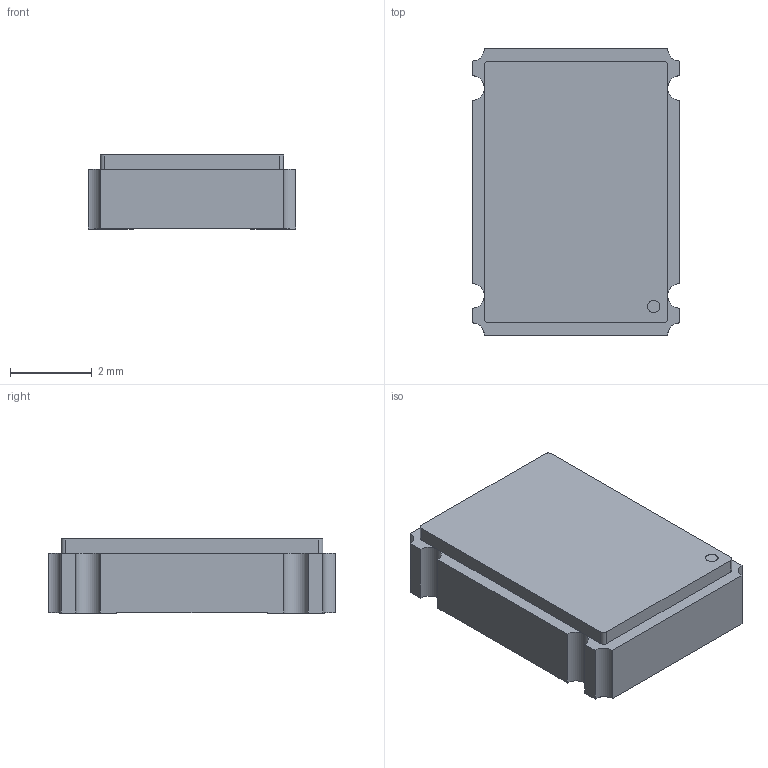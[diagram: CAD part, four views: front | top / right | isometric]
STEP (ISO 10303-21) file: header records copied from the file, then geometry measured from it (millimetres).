
FILE_DESCRIPTION((''),'2;1');
FILE_NAME('OSC_SMD_ASV','2010-10-19T',('Simon'),(''),'PRO/ENGINEER BY PARAMETRIC TECHNOLOGY CORPORATION, 2008400','PRO/ENGINEER BY PARAMETRIC TECHNOLOGY CORPORATION, 2008400','');
FILE_SCHEMA(('AUTOMOTIVE_DESIGN_CC2 { 1 2 10303 214 -1 1 5 2 }'));
Length unit declared in the file: millimetre
Products named in the file (1): OSC_SMD_ASV
Bounding box: 5.08 x 7 x 1.81 mm (x, y, z)
Volume: 60.4 mm3; surface area: 113.5 mm2
Topology: 1 solids, 1 shells, 50 faces, 137 edges, 90 vertices
Faces by surface type: plane 36, cylinder 14
Entity records: 2113 total; most frequent: CARTESIAN_POINT 277, ORIENTED_EDGE 274, DIRECTION 273, PRESENTATION_STYLE_ASSIGNMENT 143, STYLED_ITEM 138, CURVE_STYLE 137, EDGE_CURVE 137, VECTOR 101
